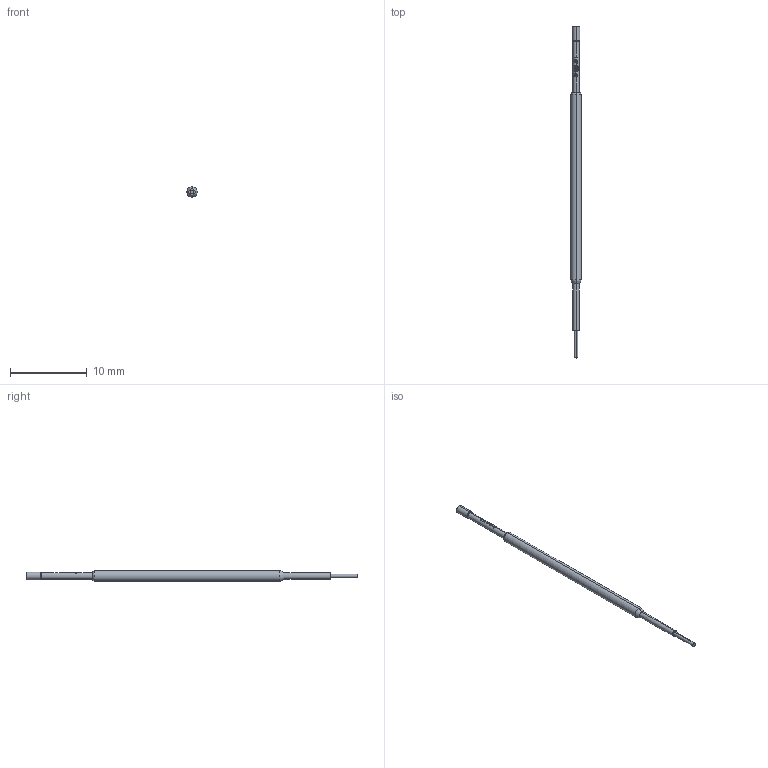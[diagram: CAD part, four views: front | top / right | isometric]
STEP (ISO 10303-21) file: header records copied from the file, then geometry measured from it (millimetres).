
FILE_DESCRIPTION (( 'STEP AP203' ), '1' );
FILE_NAME ('INGUN_SKS-100_302_100_A_xx00_A.STEP', '2022-02-17T08:18:23', ( 'ochi' ), ( '' ), 'SwSTEP 2.0', 'SolidWorks 2018', '' );
FILE_SCHEMA (( 'CONFIG_CONTROL_DESIGN' ));
Length unit declared in the file: millimetre
Products named in the file (1): INGUN_SKS-100_302_100_A_xx00_A
Bounding box: 1.37 x 43.4 x 1.37 mm (x, y, z)
Volume: 45.7 mm3; surface area: 154.7 mm2
Topology: 1 solids, 1 shells, 92 faces, 251 edges, 164 vertices
Faces by surface type: plane 44, bspline 22, cylinder 20, torus 4, cone 2
Entity records: 3248 total; most frequent: CARTESIAN_POINT 998, ORIENTED_EDGE 502, DIRECTION 391, EDGE_CURVE 251, VERTEX_POINT 164, AXIS2_PLACEMENT_3D 155, EDGE_LOOP 95, ADVANCED_FACE 92
